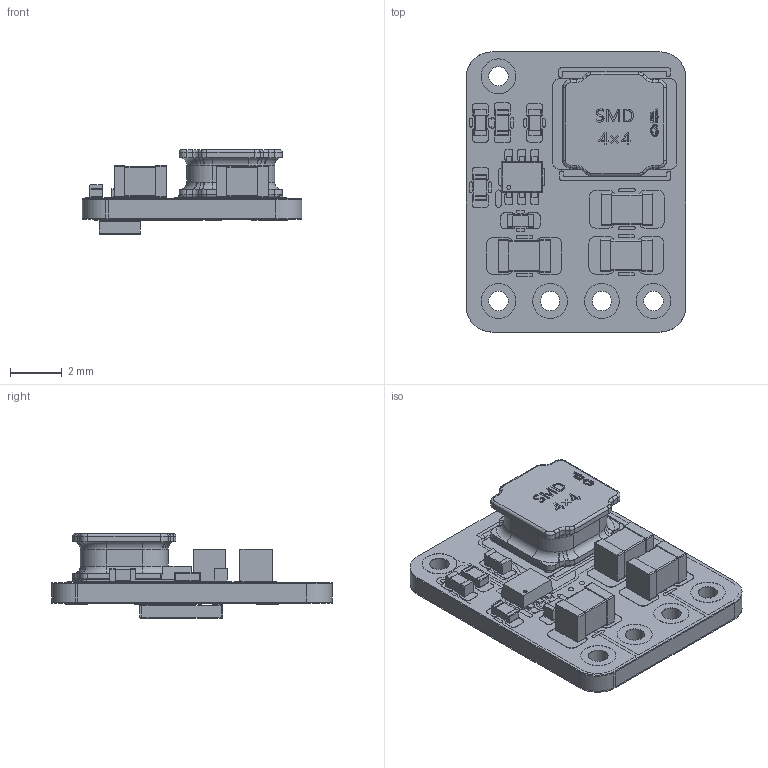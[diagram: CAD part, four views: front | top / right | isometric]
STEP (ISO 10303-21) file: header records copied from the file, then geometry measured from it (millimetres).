
FILE_DESCRIPTION(('KiCad electronic assembly'),'2;1');
FILE_NAME('reggie.step','2025-03-08T19:32:05',('Pcbnew'),('Kicad'), 'Open CASCADE STEP processor 7.8','KiCad to STEP converter','Unknown' );
FILE_SCHEMA(('AUTOMOTIVE_DESIGN { 1 0 10303 214 1 1 1 1 }'));
Length unit declared in the file: millimetre
Products named in the file (14): reggie 1; C_0805_2012Metric; R_0402_1005Metric; C_0402_1005Metric; IND-SMD_L4.0-W4.0-H1.9; TPS563203DRLR; Body; PinsArrayL; PinsArrayR; R_1206_3216Metric; reggie_copper; reggie_silkscreen; reggie_soldermask; reggie_PCB
Assembly tree (18 placements, depth 3):
  reggie 1
    C_0805_2012Metric  x3
    R_0402_1005Metric  x2
    C_0402_1005Metric  x3
    IND-SMD_L4.0-W4.0-H1.9
    TPS563203DRLR
      Body
      PinsArrayL
      PinsArrayR
    R_1206_3216Metric
    reggie_copper
    reggie_silkscreen
    reggie_soldermask
    reggie_PCB
Bounding box: 8.5 x 10.84 x 3.29 mm (x, y, z)
Volume: 104.8 mm3; surface area: 810 mm2
Topology: 25 solids, 69 shells, 1584 faces, 5900 edges, 4490 vertices
Faces by surface type: plane 1006, cylinder 368, bspline 170, torus 40
Full cylindrical faces by diameter (mm): 0.15 x1, 0.204 x12, 0.254 x12, 0.75 x5, 0.8 x10, 1.35 x10
Entity records: 67318 total; most frequent: CARTESIAN_POINT 15353, ORIENTED_EDGE 9290, DIRECTION 8928, EDGE_CURVE 5544, VERTEX_POINT 4254, LINE 4102, VECTOR 4102, AXIS2_PLACEMENT_3D 2413
